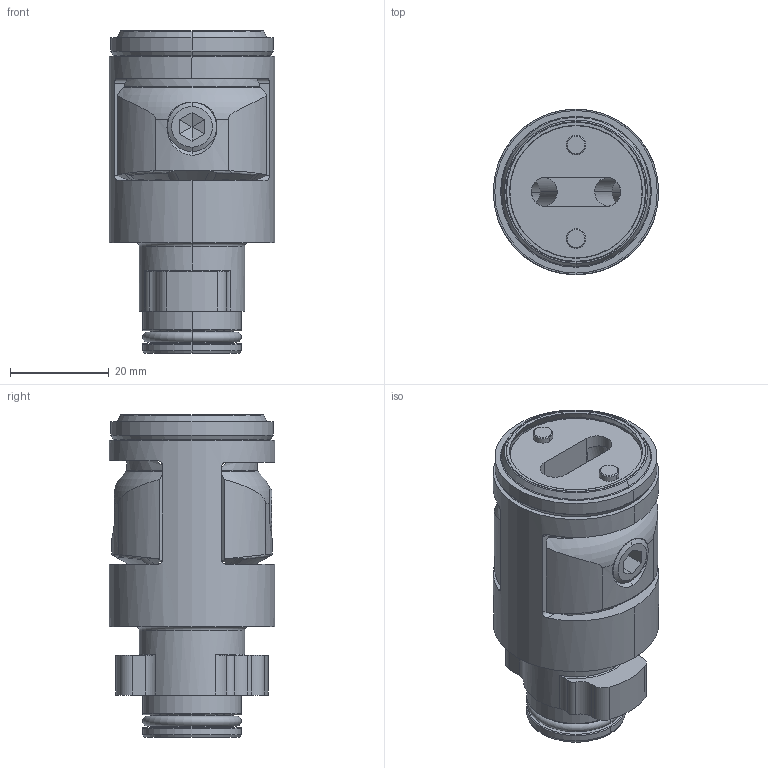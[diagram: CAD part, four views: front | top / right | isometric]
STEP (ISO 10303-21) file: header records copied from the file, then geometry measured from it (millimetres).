
FILE_DESCRIPTION((''),'2;1');
FILE_NAME('KS63-08_SW0001','2010-11-23T',('brunnert'),(''),'PRO/ENGINEER BY PARAMETRIC TECHNOLOGY CORPORATION, 2008250','PRO/ENGINEER BY PARAMETRIC TECHNOLOGY CORPORATION, 2008250','');
FILE_SCHEMA(('AUTOMOTIVE_DESIGN_CC2 { 1 2 10303 214 -1 1 5 2 }'));
Length unit declared in the file: millimetre
Products named in the file (1): KS63-08_SW0001
Bounding box: 33.6 x 33.6 x 65.55 mm (x, y, z)
Volume: 39491.9 mm3; surface area: 13439.6 mm2
Topology: 1 solids, 4 shells, 274 faces, 674 edges, 414 vertices
Faces by surface type: cylinder 88, plane 76, torus 52, cone 46, bspline 12
Entity records: 14858 total; most frequent: CARTESIAN_POINT 6540, ORIENTED_EDGE 1348, DIRECTION 1322, EDGE_CURVE 674, AXIS2_PLACEMENT_3D 536, VERTEX_POINT 414, EDGE_LOOP 294, FACE_OUTER_BOUND 274
